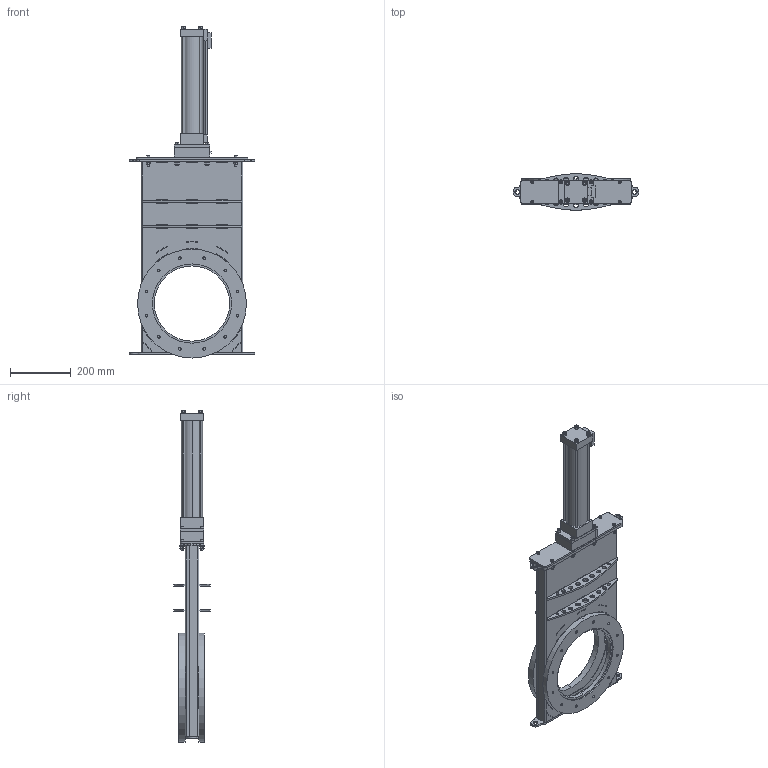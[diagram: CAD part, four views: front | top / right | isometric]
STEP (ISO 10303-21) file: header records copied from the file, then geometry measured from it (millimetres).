
FILE_DESCRIPTION (( 'STEP AP203' ), '1' );
FILE_NAME ('115117-02.STEP', '2013-11-19T00:09:10', ( 'gnb-it' ), ( '' ), 'SwSTEP 2.0', 'SolidWorks 2014', '' );
FILE_SCHEMA (( 'CONFIG_CONTROL_DESIGN' ));
Length unit declared in the file: inch
Products named in the file (1): 115117-02
Bounding box: 412.75 x 121.18 x 1094.26 mm (x, y, z)
Surface area: 1295699.9 mm2 (no closed solid volume)
Topology: 0 solids, 73 shells, 718 faces, 2316 edges, 1660 vertices
Faces by surface type: plane 363, cylinder 269, cone 86
Entity records: 26807 total; most frequent: CARTESIAN_POINT 6067, DIRECTION 4406, ORIENTED_EDGE 3684, EDGE_CURVE 2308, VERTEX_POINT 1660, AXIS2_PLACEMENT_3D 1559, VECTOR 1288, LINE 1288
